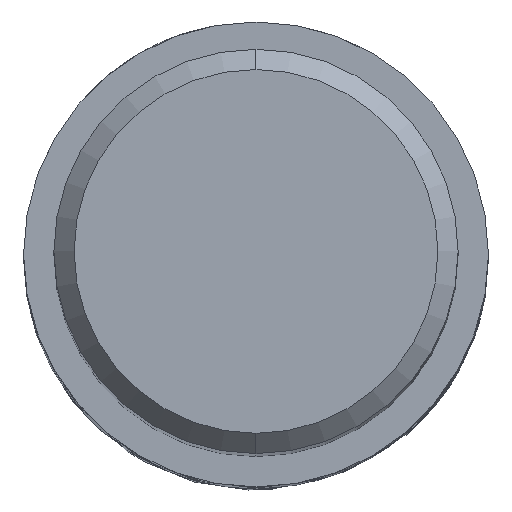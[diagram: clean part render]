
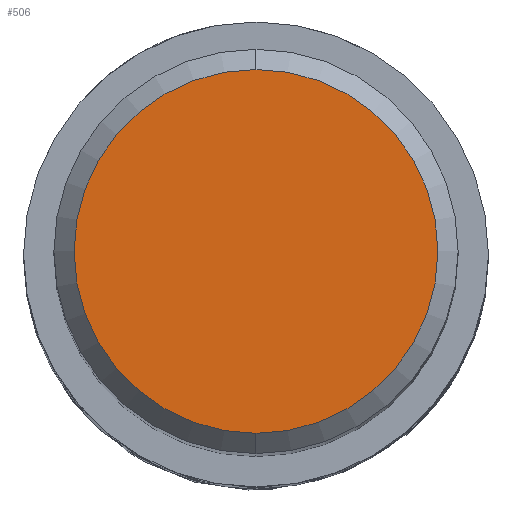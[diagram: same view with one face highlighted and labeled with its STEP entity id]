
A CAD part, top view. The second image highlights one B-rep face of the part: STEP entity #506.
In plain terms, the highlighted planar face has unit normal (0, 0, 1).
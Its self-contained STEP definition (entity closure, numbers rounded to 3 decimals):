
#310=EDGE_CURVE('',#788,#578,#846,.T.);
#506=ADVANCED_FACE('',(#1064),#1065,.T.);
#520=EDGE_CURVE('',#578,#788,#1080,.T.);
#578=VERTEX_POINT('',#1142);
#788=VERTEX_POINT('',#1370);
#846=CIRCLE('',#1443,4.5);
#1064=FACE_OUTER_BOUND('',#3028,.T.);
#1065=PLANE('',#3029);
#1080=CIRCLE('',#3054,4.5);
#1142=CARTESIAN_POINT('',(0.,-4.5,0.0));
#1370=CARTESIAN_POINT('',(0.0,4.5,0.0));
#1443=AXIS2_PLACEMENT_3D('',#5014,#5015,#5016);
#3028=EDGE_LOOP('',(#5256,#5257));
#3029=AXIS2_PLACEMENT_3D('',#5258,#5259,#5260);
#3054=AXIS2_PLACEMENT_3D('',#5284,#5285,#5286);
#5014=CARTESIAN_POINT('',(0.0,0.0,0.0));
#5015=DIRECTION('',(0.0,0.0,-1.0));
#5016=DIRECTION('',(0.0,1.0,0.0));
#5256=ORIENTED_EDGE('',*,*,#310,.F.);
#5257=ORIENTED_EDGE('',*,*,#520,.F.);
#5258=CARTESIAN_POINT('',(0.0,2.25,0.0));
#5259=DIRECTION('',(-0.0,0.0,1.0));
#5260=DIRECTION('',(0.0,-1.0,0.0));
#5284=CARTESIAN_POINT('',(0.0,0.0,0.0));
#5285=DIRECTION('',(0.0,0.0,-1.0));
#5286=DIRECTION('',(0.0,1.0,0.0));
